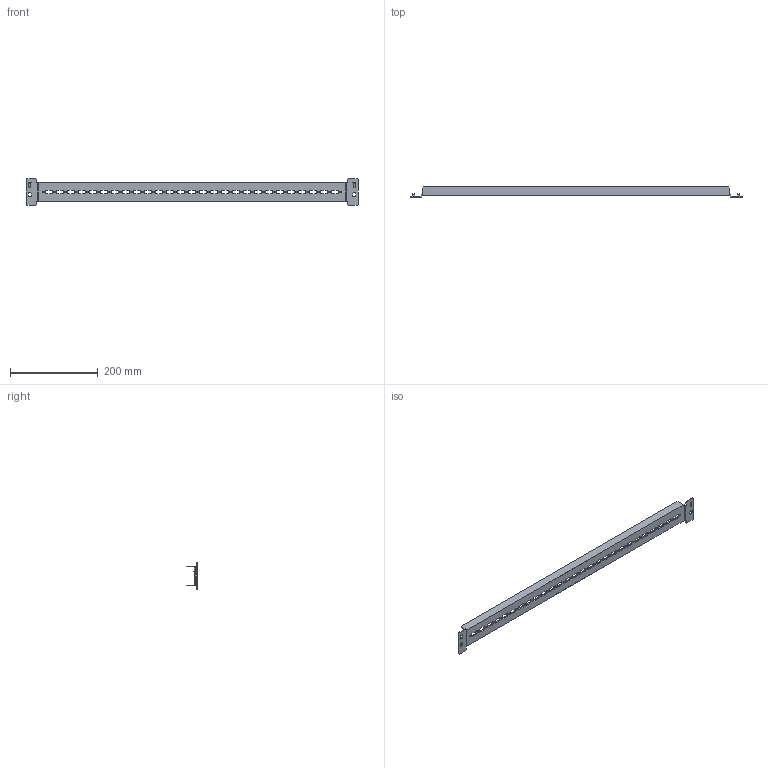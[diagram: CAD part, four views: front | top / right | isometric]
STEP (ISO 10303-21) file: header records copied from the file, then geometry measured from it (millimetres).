
FILE_DESCRIPTION (( 'STEP AP203' ), '1' );
FILE_NAME ('STK845.step', '2021-06-30T17:21:14', ( 'ADC123' ), ( 'Microsoft' ), 'SwSTEP 2.0', 'SolidWorks 2021', '' );
FILE_SCHEMA (( 'CONFIG_CONTROL_DESIGN' ));
Length unit declared in the file: inch
Products named in the file (1): STK845
Bounding box: 755 x 23.62 x 59.91 mm (x, y, z)
Volume: 111743.5 mm3; surface area: 118920 mm2
Topology: 1 solids, 1 shells, 246 faces, 722 edges, 476 vertices
Faces by surface type: plane 202, cylinder 32, bspline 12
Full cylindrical faces by diameter (mm): 4.25 x28
Entity records: 8617 total; most frequent: CARTESIAN_POINT 1941, ORIENTED_EDGE 1384, DIRECTION 1186, EDGE_CURVE 692, LINE 588, VECTOR 588, VERTEX_POINT 476, EDGE_LOOP 392
